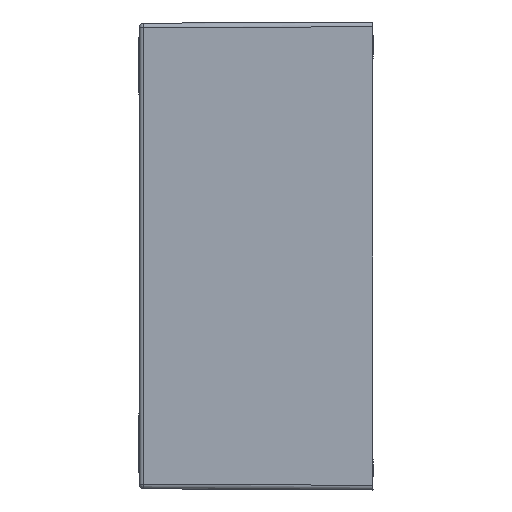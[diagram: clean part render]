
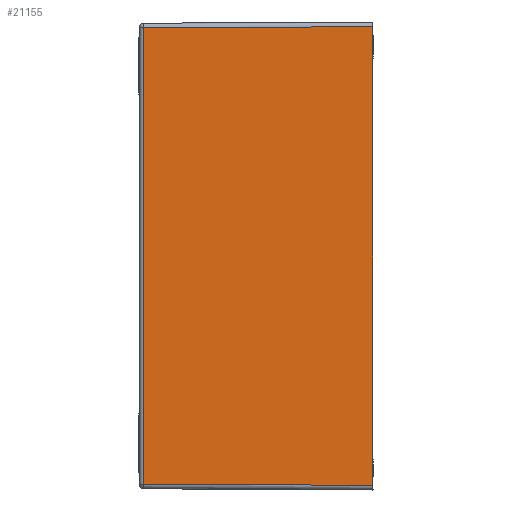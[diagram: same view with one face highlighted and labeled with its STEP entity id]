
A CAD part, left-side view. The second image highlights one B-rep face of the part: STEP entity #21155.
In plain terms, the highlighted planar face has unit normal (-1, 0.005, 0).
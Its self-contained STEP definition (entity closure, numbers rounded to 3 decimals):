
#1768 = DIRECTION ( 'NONE',  ( -0.005, -1., 0. ) ) ;
#2318 = CARTESIAN_POINT ( 'NONE',  ( -200., -100., -98. ) ) ;
#2998 = VECTOR ( 'NONE', #13654, 1000. ) ;
#3075 = ORIENTED_EDGE ( 'NONE', *, *, #5277, .T. ) ;
#3111 = CARTESIAN_POINT ( 'NONE',  ( -200., -100., 98. ) ) ;
#3112 = EDGE_CURVE ( 'NONE', #20988, #17989, #11585, .T. ) ;
#3793 = ORIENTED_EDGE ( 'NONE', *, *, #20591, .T. ) ;
#4435 = DIRECTION ( 'NONE',  ( -0.005, -1., -0.005 ) ) ;
#4501 = LINE ( 'NONE', #17146, #18660 ) ;
#5277 = EDGE_CURVE ( 'NONE', #8401, #6572, #12018, .T. ) ;
#5694 = VECTOR ( 'NONE', #13465, 1000. ) ;
#6366 = EDGE_LOOP ( 'NONE', ( #3075, #3793, #11497, #6603 ) ) ;
#6572 = VERTEX_POINT ( 'NONE', #11136 ) ;
#6603 = ORIENTED_EDGE ( 'NONE', *, *, #9523, .T. ) ;
#7959 = AXIS2_PLACEMENT_3D ( 'NONE', #17797, #14169, #1768 ) ;
#8401 = VERTEX_POINT ( 'NONE', #3111 ) ;
#9523 = EDGE_CURVE ( 'NONE', #17989, #8401, #4501, .T. ) ;
#11136 = CARTESIAN_POINT ( 'NONE',  ( -199.487, -1.99, 97.487 ) ) ;
#11142 = LINE ( 'NONE', #18277, #5694 ) ;
#11497 = ORIENTED_EDGE ( 'NONE', *, *, #3112, .T. ) ;
#11585 = LINE ( 'NONE', #21986, #16059 ) ;
#12018 = LINE ( 'NONE', #19380, #2998 ) ;
#13465 = DIRECTION ( 'NONE',  ( 0., 0., -1. ) ) ;
#13654 = DIRECTION ( 'NONE',  ( 0.005, 1., -0.005 ) ) ;
#14169 = DIRECTION ( 'NONE',  ( -1., 0.005, 0. ) ) ;
#16039 = FACE_OUTER_BOUND ( 'NONE', #6366, .T. ) ;
#16059 = VECTOR ( 'NONE', #4435, 1000. ) ;
#17146 = CARTESIAN_POINT ( 'NONE',  ( -200., -100., -100. ) ) ;
#17797 = CARTESIAN_POINT ( 'NONE',  ( -200., -100., -100. ) ) ;
#17989 = VERTEX_POINT ( 'NONE', #2318 ) ;
#18277 = CARTESIAN_POINT ( 'NONE',  ( -199.487, -1.99, -97.476 ) ) ;
#18660 = VECTOR ( 'NONE', #20875, 1000. ) ;
#19380 = CARTESIAN_POINT ( 'NONE',  ( -199.995, -98.963, 97.995 ) ) ;
#20591 = EDGE_CURVE ( 'NONE', #6572, #20988, #11142, .T. ) ;
#20875 = DIRECTION ( 'NONE',  ( 0., 0., 1. ) ) ;
#20944 = CARTESIAN_POINT ( 'NONE',  ( -199.487, -1.99, -97.487 ) ) ;
#20988 = VERTEX_POINT ( 'NONE', #20944 ) ;
#21155 = ADVANCED_FACE ( 'NONE', ( #16039 ), #23047, .T. ) ;
#21986 = CARTESIAN_POINT ( 'NONE',  ( -200., -100.01, -98. ) ) ;
#23047 = PLANE ( 'NONE',  #7959 ) ;
